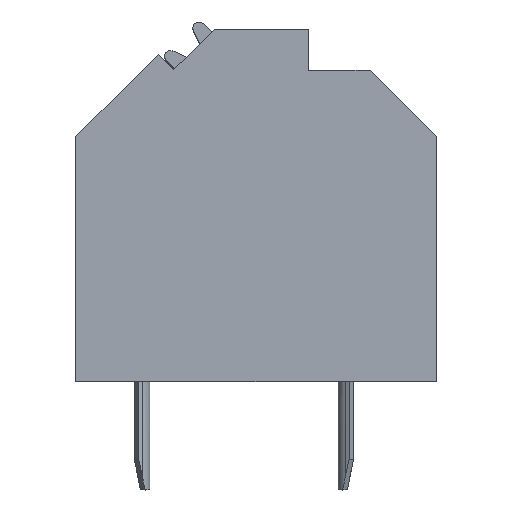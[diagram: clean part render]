
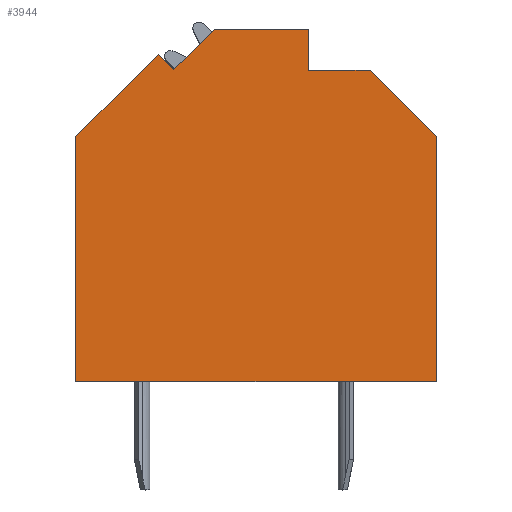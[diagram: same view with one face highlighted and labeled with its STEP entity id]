
A CAD part, top view. The second image highlights one B-rep face of the part: STEP entity #3944.
In plain terms, the highlighted planar face has unit normal (0, 0, 1).
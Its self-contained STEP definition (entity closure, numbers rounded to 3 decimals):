
#1193=DIRECTION('',(-0.707,-0.707,0.));
#1194=VECTOR('',#1193,1.897);
#1195=CARTESIAN_POINT('',(-1.39,5.718,11.025));
#1196=LINE('',#1195,#1194);
#1197=DIRECTION('',(-1.,0.,0.));
#1198=VECTOR('',#1197,3.14);
#1199=CARTESIAN_POINT('',(1.75,5.718,11.025));
#1200=LINE('',#1199,#1198);
#1201=DIRECTION('',(0.,1.,0.));
#1202=VECTOR('',#1201,1.368);
#1203=CARTESIAN_POINT('',(1.75,4.35,11.025));
#1204=LINE('',#1203,#1202);
#1205=DIRECTION('',(-1.,0.,0.));
#1206=VECTOR('',#1205,2.05);
#1207=CARTESIAN_POINT('',(3.8,4.35,11.025));
#1208=LINE('',#1207,#1206);
#1209=DIRECTION('',(-0.707,0.707,0.));
#1210=VECTOR('',#1209,3.111);
#1211=CARTESIAN_POINT('',(6.,2.15,11.025));
#1212=LINE('',#1211,#1210);
#1213=DIRECTION('',(0.,1.,0.));
#1214=VECTOR('',#1213,8.15);
#1215=CARTESIAN_POINT('',(6.,-6.,11.025));
#1216=LINE('',#1215,#1214);
#1217=DIRECTION('',(1.,0.,0.));
#1218=VECTOR('',#1217,12.);
#1219=CARTESIAN_POINT('',(-6.,-6.,11.025));
#1220=LINE('',#1219,#1218);
#1221=DIRECTION('',(0.,-1.,0.));
#1222=VECTOR('',#1221,8.14);
#1223=CARTESIAN_POINT('',(-6.,2.14,11.025));
#1224=LINE('',#1223,#1222);
#1225=DIRECTION('',(-0.707,-0.707,0.));
#1226=VECTOR('',#1225,3.892);
#1227=CARTESIAN_POINT('',(-3.248,4.892,11.025));
#1228=LINE('',#1227,#1226);
#1229=DIRECTION('',(-0.707,0.707,0.));
#1230=VECTOR('',#1229,0.73);
#1231=CARTESIAN_POINT('',(-2.732,4.376,11.025));
#1232=LINE('',#1231,#1230);
#1865=CARTESIAN_POINT('',(-1.39,5.718,11.025));
#1866=CARTESIAN_POINT('',(-2.732,4.376,11.025));
#1867=VERTEX_POINT('',#1865);
#1868=VERTEX_POINT('',#1866);
#1869=CARTESIAN_POINT('',(-3.248,4.892,11.025));
#1870=VERTEX_POINT('',#1869);
#1871=CARTESIAN_POINT('',(-6.,2.14,11.025));
#1872=VERTEX_POINT('',#1871);
#1873=CARTESIAN_POINT('',(-6.,-6.,11.025));
#1874=VERTEX_POINT('',#1873);
#1875=CARTESIAN_POINT('',(6.,-6.,11.025));
#1876=VERTEX_POINT('',#1875);
#1877=CARTESIAN_POINT('',(6.,2.15,11.025));
#1878=VERTEX_POINT('',#1877);
#1879=CARTESIAN_POINT('',(3.8,4.35,11.025));
#1880=VERTEX_POINT('',#1879);
#1881=CARTESIAN_POINT('',(1.75,4.35,11.025));
#1882=VERTEX_POINT('',#1881);
#1883=CARTESIAN_POINT('',(1.75,5.718,11.025));
#1884=VERTEX_POINT('',#1883);
#3927=CARTESIAN_POINT('',(0.,0.,11.025));
#3928=DIRECTION('',(0.,0.,1.));
#3929=DIRECTION('',(1.,0.,0.));
#3930=AXIS2_PLACEMENT_3D('',#3927,#3928,#3929);
#3931=PLANE('',#3930);
#3932=ORIENTED_EDGE('',*,*,#2663,.F.);
#3933=ORIENTED_EDGE('',*,*,#3274,.F.);
#3934=ORIENTED_EDGE('',*,*,#3288,.F.);
#3935=ORIENTED_EDGE('',*,*,#3302,.F.);
#3936=ORIENTED_EDGE('',*,*,#3316,.F.);
#3937=ORIENTED_EDGE('',*,*,#3330,.F.);
#3938=ORIENTED_EDGE('',*,*,#3344,.F.);
#3939=ORIENTED_EDGE('',*,*,#3469,.F.);
#3940=ORIENTED_EDGE('',*,*,#3685,.F.);
#3941=ORIENTED_EDGE('',*,*,#2592,.F.);
#3942=EDGE_LOOP('',(#3932,#3933,#3934,#3935,#3936,#3937,#3938,#3939,#3940,
#3941));
#3943=FACE_OUTER_BOUND('',#3942,.F.);
#2592=EDGE_CURVE('',#1868,#1870,#1232,.T.);
#2663=EDGE_CURVE('',#1867,#1868,#1196,.T.);
#3274=EDGE_CURVE('',#1884,#1867,#1200,.T.);
#3288=EDGE_CURVE('',#1882,#1884,#1204,.T.);
#3302=EDGE_CURVE('',#1880,#1882,#1208,.T.);
#3316=EDGE_CURVE('',#1878,#1880,#1212,.T.);
#3330=EDGE_CURVE('',#1876,#1878,#1216,.T.);
#3344=EDGE_CURVE('',#1874,#1876,#1220,.T.);
#3469=EDGE_CURVE('',#1872,#1874,#1224,.T.);
#3685=EDGE_CURVE('',#1870,#1872,#1228,.T.);
#3944=ADVANCED_FACE('',(#3943),#3931,.T.);
